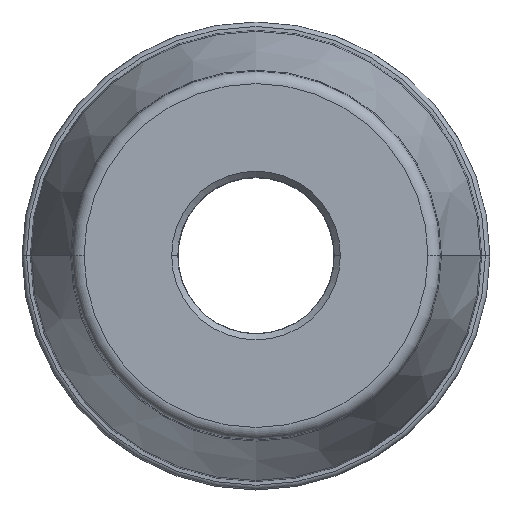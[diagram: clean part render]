
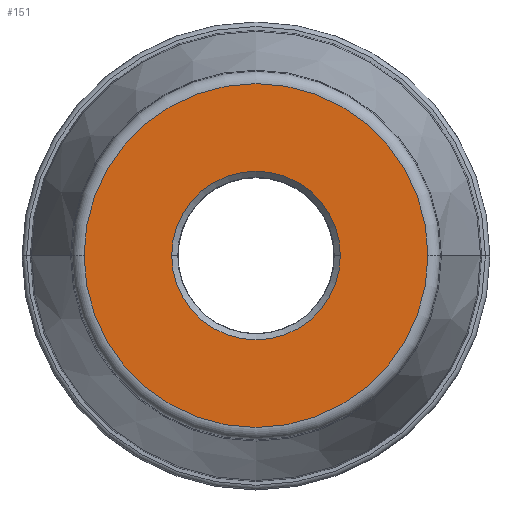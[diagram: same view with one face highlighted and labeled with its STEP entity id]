
A CAD part, top view. The second image highlights one B-rep face of the part: STEP entity #151.
In plain terms, the highlighted planar face has unit normal (0, 0, 1).
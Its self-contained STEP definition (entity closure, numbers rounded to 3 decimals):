
#62=PLANE('',#1557);
#73=FACE_BOUND('',#344,.T.);
#74=FACE_BOUND('',#345,.T.);
#151=ADVANCED_FACE('',(#73,#74),#62,.F.);
#344=EDGE_LOOP('',(#578,#579));
#345=EDGE_LOOP('',(#580,#581));
#578=ORIENTED_EDGE('',*,*,#974,.F.);
#579=ORIENTED_EDGE('',*,*,#973,.F.);
#580=ORIENTED_EDGE('',*,*,#975,.F.);
#581=ORIENTED_EDGE('',*,*,#976,.F.);
#816=VERTEX_POINT('',#2407);
#817=VERTEX_POINT('',#2409);
#818=VERTEX_POINT('',#2414);
#819=VERTEX_POINT('',#2415);
#973=EDGE_CURVE('',#817,#816,#1126,.T.);
#974=EDGE_CURVE('',#816,#817,#1127,.T.);
#975=EDGE_CURVE('',#818,#819,#1128,.T.);
#976=EDGE_CURVE('',#819,#818,#1129,.T.);
#1126=CIRCLE('',#1552,28.);
#1127=CIRCLE('',#1554,28.);
#1128=CIRCLE('',#1555,13.735);
#1129=CIRCLE('',#1556,13.735);
#1552=AXIS2_PLACEMENT_3D('',#2410,#1963,#1964);
#1554=AXIS2_PLACEMENT_3D('',#2412,#1967,#1968);
#1555=AXIS2_PLACEMENT_3D('',#2413,#1969,#1970);
#1556=AXIS2_PLACEMENT_3D('',#2416,#1971,#1972);
#1557=AXIS2_PLACEMENT_3D('',#2417,#1973,#1974);
#1963=DIRECTION('',(0.,0.,-1.));
#1964=DIRECTION('',(-1.,0.,0.));
#1967=DIRECTION('',(0.,0.,-1.));
#1968=DIRECTION('',(1.,0.,0.));
#1969=DIRECTION('',(0.,0.,1.));
#1970=DIRECTION('',(1.,0.,0.));
#1971=DIRECTION('',(0.,0.,1.));
#1972=DIRECTION('',(-1.,0.,0.));
#1973=DIRECTION('',(0.,0.,-1.));
#1974=DIRECTION('',(1.,0.,0.));
#2407=CARTESIAN_POINT('',(28.,0.,0.));
#2409=CARTESIAN_POINT('',(-28.,0.,0.));
#2410=CARTESIAN_POINT('',(0.,0.,0.));
#2412=CARTESIAN_POINT('',(0.,0.,0.));
#2413=CARTESIAN_POINT('',(0.,0.,0.));
#2414=CARTESIAN_POINT('',(13.735,0.,0.));
#2415=CARTESIAN_POINT('',(-13.735,0.,0.));
#2416=CARTESIAN_POINT('',(0.,0.,0.));
#2417=CARTESIAN_POINT('',(0.,0.,0.));
